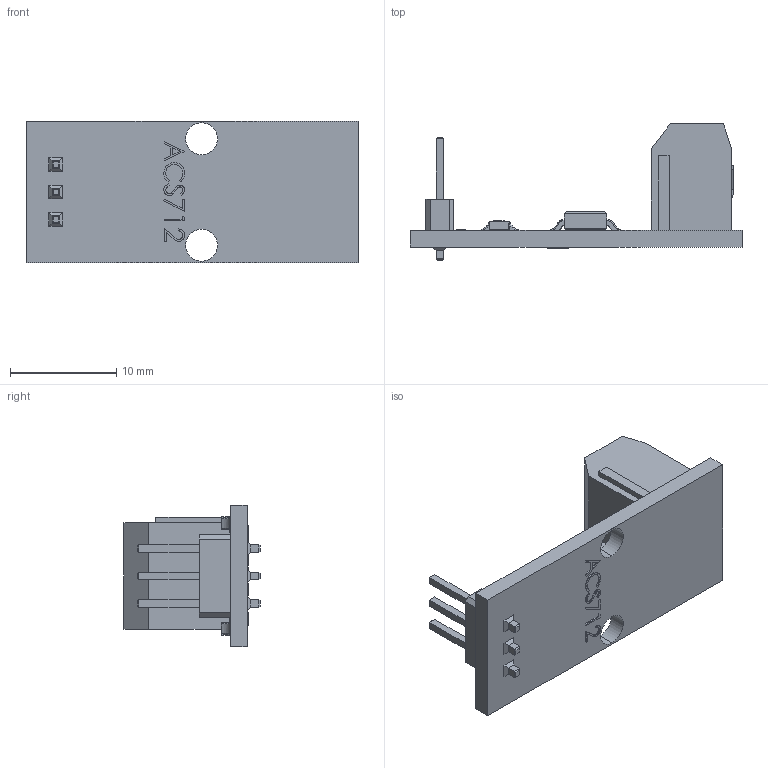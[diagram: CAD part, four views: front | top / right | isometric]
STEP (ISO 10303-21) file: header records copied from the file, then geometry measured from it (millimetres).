
FILE_DESCRIPTION (( 'STEP AP214' ), '1' );
FILE_NAME ('ACS712.STEP', '2020-04-13T04:27:17', ( '' ), ( '' ), 'SwSTEP 2.0', 'SolidWorks 2016', '' );
FILE_SCHEMA (( 'AUTOMOTIVE_DESIGN' ));
Length unit declared in the file: millimetre
Products named in the file (1): ACS712
Bounding box: 31.19 x 12.78 x 13.3 mm (x, y, z)
Volume: 1358.4 mm3; surface area: 1972.2 mm2
Topology: 4 solids, 6 shells, 594 faces, 1541 edges, 1002 vertices
Faces by surface type: plane 417, bspline 150, cylinder 27
Entity records: 35177 total; most frequent: CARTESIAN_POINT 18266, ORIENTED_EDGE 3082, DIRECTION 2109, EDGE_CURVE 1541, LINE 1111, VECTOR 1111, VERTEX_POINT 1002, EDGE_LOOP 657
